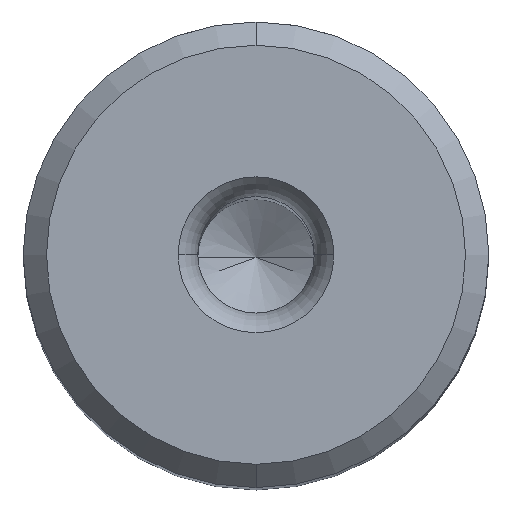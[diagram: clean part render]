
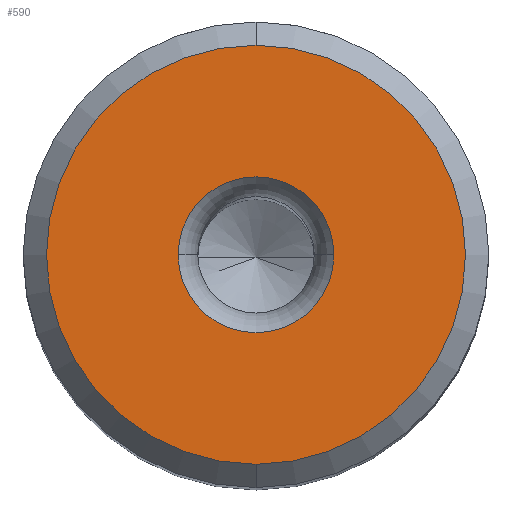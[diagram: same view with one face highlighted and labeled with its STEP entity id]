
A CAD part, top view. The second image highlights one B-rep face of the part: STEP entity #590.
In plain terms, the highlighted face is planar.
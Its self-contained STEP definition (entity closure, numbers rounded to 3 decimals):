
#228=CARTESIAN_POINT('',(0.,0.,0.));
#229=DIRECTION('',(0.,0.,1.));
#230=DIRECTION('',(0.,1.,0.));
#231=AXIS2_PLACEMENT_3D('',#228,#229,#230);
#236=CARTESIAN_POINT('',(0.,0.,0.));
#237=DIRECTION('',(0.,0.,-1.));
#238=DIRECTION('',(0.,1.,0.));
#239=AXIS2_PLACEMENT_3D('',#236,#237,#238);
#244=CARTESIAN_POINT('',(0.,0.,0.));
#245=DIRECTION('',(0.,0.,-1.));
#246=DIRECTION('',(1.,0.,0.));
#247=AXIS2_PLACEMENT_3D('',#244,#245,#246);
#252=CARTESIAN_POINT('',(0.,0.,0.));
#253=DIRECTION('',(0.,0.,-1.));
#254=DIRECTION('',(-1.,0.,0.));
#255=AXIS2_PLACEMENT_3D('',#252,#253,#254);
#364=CARTESIAN_POINT('',(2.677,0.,0.));
#365=CARTESIAN_POINT('',(-2.677,0.,0.));
#366=VERTEX_POINT('',#364);
#367=VERTEX_POINT('',#365);
#368=CARTESIAN_POINT('',(0.,7.2,0.));
#370=VERTEX_POINT('',#368);
#372=CARTESIAN_POINT('',(0.,-7.2,0.));
#374=VERTEX_POINT('',#372);
#575=CARTESIAN_POINT('',(0.,0.,0.));
#576=DIRECTION('',(0.,0.,-1.));
#577=DIRECTION('',(0.,-1.,0.));
#578=AXIS2_PLACEMENT_3D('',#575,#576,#577);
#579=PLANE('',#578);
#580=ORIENTED_EDGE('',*,*,#568,.F.);
#581=ORIENTED_EDGE('',*,*,#557,.T.);
#582=EDGE_LOOP('',(#580,#581));
#583=FACE_OUTER_BOUND('',#582,.F.);
#585=ORIENTED_EDGE('',*,*,#584,.T.);
#587=ORIENTED_EDGE('',*,*,#586,.T.);
#588=EDGE_LOOP('',(#585,#587));
#589=FACE_BOUND('',#588,.F.);
#590=ADVANCED_FACE('',(#583,#589),#579,.T.);
#232=CIRCLE('',#231,7.2);
#240=CIRCLE('',#239,7.2);
#248=CIRCLE('',#247,2.677);
#256=CIRCLE('',#255,2.677);
#557=EDGE_CURVE('',#370,#374,#232,.T.);
#568=EDGE_CURVE('',#370,#374,#240,.T.);
#584=EDGE_CURVE('',#366,#367,#248,.T.);
#586=EDGE_CURVE('',#367,#366,#256,.T.);
